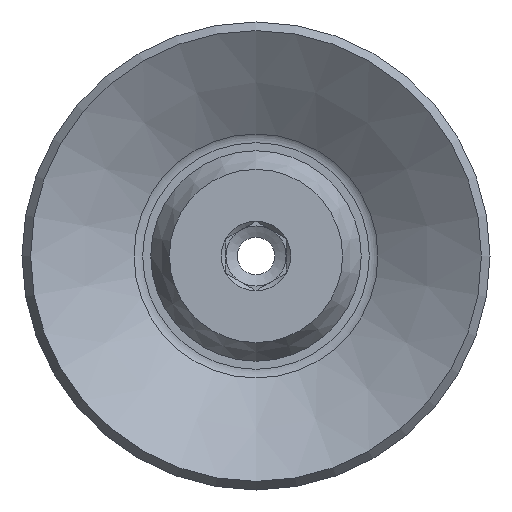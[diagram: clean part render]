
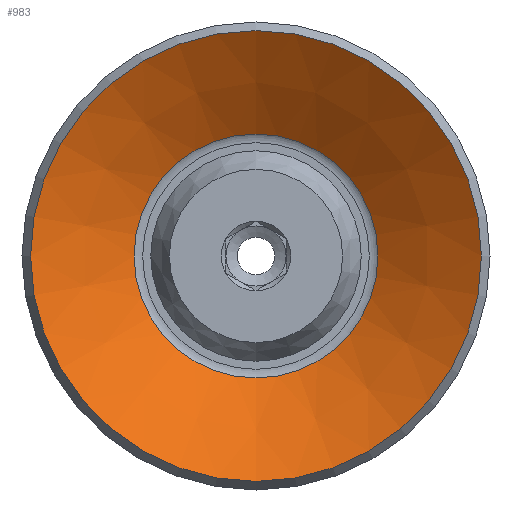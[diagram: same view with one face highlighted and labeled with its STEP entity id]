
A CAD part, front view. The second image highlights one B-rep face of the part: STEP entity #983.
In plain terms, the highlighted conical face has half-angle 55 degrees and reference radius 8.117 mm.
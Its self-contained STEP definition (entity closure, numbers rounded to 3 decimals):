
#135=CONICAL_SURFACE('',#1061,8.118,0.96);
#193=ORIENTED_EDGE('',*,*,#348,.T.);
#194=ORIENTED_EDGE('',*,*,#347,.F.);
#347=EDGE_CURVE('',#420,#420,#467,.T.);
#348=EDGE_CURVE('',#421,#421,#468,.T.);
#420=VERTEX_POINT('',#1445);
#421=VERTEX_POINT('',#1448);
#467=CIRCLE('',#1060,8.118);
#468=CIRCLE('',#1062,15.);
#504=EDGE_LOOP('',(#193));
#505=EDGE_LOOP('',(#194));
#572=FACE_BOUND('',#504,.T.);
#573=FACE_BOUND('',#505,.T.);
#983=ADVANCED_FACE('',(#572,#573),#135,.F.);
#1060=AXIS2_PLACEMENT_3D('',#1444,#1187,#1188);
#1061=AXIS2_PLACEMENT_3D('',#1446,#1189,#1190);
#1062=AXIS2_PLACEMENT_3D('',#1447,#1191,#1192);
#1187=DIRECTION('',(0.,-1.,0.));
#1188=DIRECTION('',(0.,0.,-1.));
#1189=DIRECTION('',(0.,-1.,0.));
#1190=DIRECTION('',(0.,0.,-1.));
#1191=DIRECTION('',(0.,-1.,0.));
#1192=DIRECTION('',(0.,0.,-1.));
#1444=CARTESIAN_POINT('',(0.,4.819,0.));
#1445=CARTESIAN_POINT('',(0.,4.819,-8.118));
#1446=CARTESIAN_POINT('',(0.,4.819,0.));
#1447=CARTESIAN_POINT('',(0.,0.,0.));
#1448=CARTESIAN_POINT('',(0.,0.,-15.));
